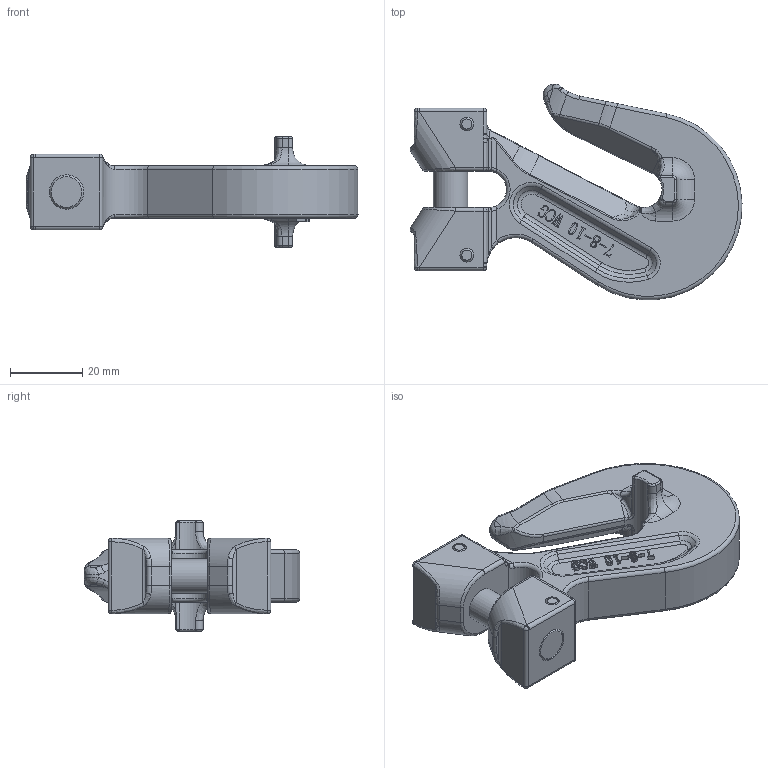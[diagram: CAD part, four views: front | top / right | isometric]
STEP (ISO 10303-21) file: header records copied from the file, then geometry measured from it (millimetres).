
FILE_DESCRIPTION(/* description */ (''),/* implementation_level */ '2;1');
FILE_NAME(/* name */ 'X-042-07.stp',/* time_stamp */ '2019-03-10T21:18:56+08:00',/* author */ ('GP63'),/* organization */ (''),/* preprocessor_version */ 'ST-DEVELOPER v16.5',/* originating_system */ 'Autodesk Inventor 2017',/* authorisation */ '');
FILE_SCHEMA (('AUTOMOTIVE_DESIGN { 1 0 10303 214 3 1 1 }'));
Length unit declared in the file: millimetre
Products named in the file (1): 零件2
Bounding box: 91.81 x 59.62 x 30.5 mm (x, y, z)
Volume: 48187.8 mm3; surface area: 15795.4 mm2
Topology: 2 solids, 2 shells, 804 faces, 2070 edges, 1298 vertices
Faces by surface type: bspline 348, plane 263, cylinder 125, torus 40, sphere 14, cone 14
Full cylindrical faces by diameter (mm): 3.8 x4, 9.5 x3
Entity records: 27743 total; most frequent: CARTESIAN_POINT 10151, ORIENTED_EDGE 4082, DIRECTION 2859, EDGE_CURVE 2041, VERTEX_POINT 1288, LINE 993, VECTOR 993, AXIS2_PLACEMENT_3D 933
